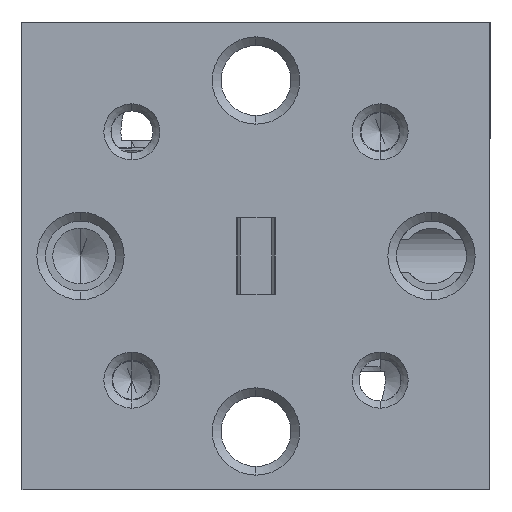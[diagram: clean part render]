
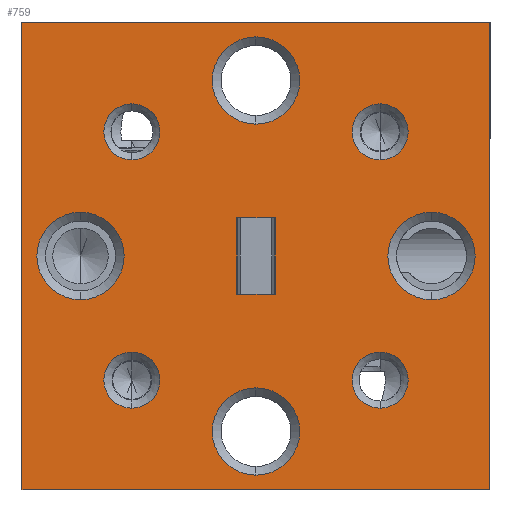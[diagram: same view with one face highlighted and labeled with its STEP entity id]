
A CAD part, left-side view. The second image highlights one B-rep face of the part: STEP entity #759.
In plain terms, the highlighted planar face has unit normal (-1, 0, 0).
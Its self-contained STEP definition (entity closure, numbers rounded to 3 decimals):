
#759=ADVANCED_FACE('NONE',(#1558,#1559,#1560,#1561,#1562,#1563,#1564,#1565,#1566,#1567),#1568,.T.);
#1558=FACE_BOUND('',#2914,.T.);
#1559=FACE_OUTER_BOUND('',#2915,.T.);
#1560=FACE_BOUND('',#2916,.T.);
#1561=FACE_BOUND('',#2917,.T.);
#1562=FACE_BOUND('',#2918,.T.);
#1563=FACE_BOUND('',#2919,.T.);
#1564=FACE_BOUND('',#2920,.T.);
#1565=FACE_BOUND('',#2921,.T.);
#1566=FACE_BOUND('',#2922,.T.);
#1567=FACE_BOUND('',#2923,.T.);
#1568=PLANE('',#2924);
#2914=EDGE_LOOP('',(#5037,#5038));
#2915=EDGE_LOOP('',(#5039,#5040,#5041,#5042));
#2916=EDGE_LOOP('',(#5043,#5044));
#2917=EDGE_LOOP('',(#5045,#5046));
#2918=EDGE_LOOP('',(#5047,#5048));
#2919=EDGE_LOOP('',(#5049,#5050));
#2920=EDGE_LOOP('',(#5051,#5052,#5053,#5054));
#2921=EDGE_LOOP('',(#5055,#5056));
#2922=EDGE_LOOP('',(#5057,#5058));
#2923=EDGE_LOOP('',(#5059,#5060));
#2924=AXIS2_PLACEMENT_3D('',#5061,#5062,#5063);
#5037=ORIENTED_EDGE('',*,*,#5536,.F.);
#5038=ORIENTED_EDGE('',*,*,#6088,.F.);
#5039=ORIENTED_EDGE('',*,*,#5799,.F.);
#5040=ORIENTED_EDGE('',*,*,#5581,.T.);
#5041=ORIENTED_EDGE('',*,*,#6057,.T.);
#5042=ORIENTED_EDGE('',*,*,#6160,.T.);
#5043=ORIENTED_EDGE('',*,*,#5735,.T.);
#5044=ORIENTED_EDGE('',*,*,#6008,.T.);
#5045=ORIENTED_EDGE('',*,*,#5615,.F.);
#5046=ORIENTED_EDGE('',*,*,#5971,.F.);
#5047=ORIENTED_EDGE('',*,*,#5592,.F.);
#5048=ORIENTED_EDGE('',*,*,#6149,.F.);
#5049=ORIENTED_EDGE('',*,*,#6141,.F.);
#5050=ORIENTED_EDGE('',*,*,#5677,.F.);
#5051=ORIENTED_EDGE('',*,*,#5761,.T.);
#5052=ORIENTED_EDGE('',*,*,#6161,.F.);
#5053=ORIENTED_EDGE('',*,*,#5671,.F.);
#5054=ORIENTED_EDGE('',*,*,#6143,.F.);
#5055=ORIENTED_EDGE('',*,*,#6162,.F.);
#5056=ORIENTED_EDGE('',*,*,#5357,.F.);
#5057=ORIENTED_EDGE('',*,*,#5377,.F.);
#5058=ORIENTED_EDGE('',*,*,#5926,.F.);
#5059=ORIENTED_EDGE('',*,*,#6134,.F.);
#5060=ORIENTED_EDGE('',*,*,#6163,.F.);
#5061=CARTESIAN_POINT('',(0.0,0.0,-4.699));
#5062=DIRECTION('',(-1.0,0.0,0.0));
#5063=DIRECTION('',(0.0,0.0,1.0));
#5357=EDGE_CURVE('NONE',#6316,#6318,#6319,.T.);
#5377=EDGE_CURVE('NONE',#6352,#6348,#6354,.T.);
#5536=EDGE_CURVE('NONE',#6623,#6619,#6625,.T.);
#5581=EDGE_CURVE('NONE',#6693,#6691,#6694,.T.);
#5592=EDGE_CURVE('NONE',#6712,#6708,#6714,.T.);
#5615=EDGE_CURVE('NONE',#6747,#6745,#6749,.T.);
#5671=EDGE_CURVE('NONE',#6838,#6839,#6840,.T.);
#5677=EDGE_CURVE('NONE',#6847,#6849,#6850,.T.);
#5735=EDGE_CURVE('NONE',#6933,#6931,#6934,.T.);
#5761=EDGE_CURVE('NONE',#6973,#6971,#6974,.T.);
#5799=EDGE_CURVE('NONE',#6693,#7022,#7023,.T.);
#5926=EDGE_CURVE('NONE',#6348,#6352,#7198,.T.);
#5971=EDGE_CURVE('NONE',#6745,#6747,#7258,.T.);
#6008=EDGE_CURVE('NONE',#6931,#6933,#7301,.T.);
#6057=EDGE_CURVE('NONE',#6691,#7355,#7356,.T.);
#6088=EDGE_CURVE('NONE',#6619,#6623,#7397,.T.);
#6134=EDGE_CURVE('NONE',#7447,#7445,#7449,.T.);
#6141=EDGE_CURVE('NONE',#6849,#6847,#7456,.T.);
#6143=EDGE_CURVE('NONE',#6973,#6838,#7458,.T.);
#6149=EDGE_CURVE('NONE',#6708,#6712,#7464,.T.);
#6160=EDGE_CURVE('NONE',#7355,#7022,#7475,.T.);
#6161=EDGE_CURVE('NONE',#6839,#6971,#7476,.T.);
#6162=EDGE_CURVE('NONE',#6318,#6316,#7477,.T.);
#6163=EDGE_CURVE('NONE',#7445,#7447,#7478,.T.);
#6316=VERTEX_POINT('NONE',#7712);
#6318=VERTEX_POINT('NONE',#7715);
#6319=CIRCLE('',#7716,1.143);
#6348=VERTEX_POINT('NONE',#7753);
#6352=VERTEX_POINT('NONE',#7758);
#6354=CIRCLE('',#7761,1.143);
#6619=VERTEX_POINT('',#8281);
#6623=VERTEX_POINT('NONE',#8286);
#6625=CIRCLE('',#8289,1.778);
#6691=VERTEX_POINT('NONE',#8386);
#6693=VERTEX_POINT('NONE',#8389);
#6694=LINE('',#8390,#8391);
#6708=VERTEX_POINT('NONE',#8409);
#6712=VERTEX_POINT('NONE',#8414);
#6714=CIRCLE('',#8417,1.143);
#6745=VERTEX_POINT('NONE',#8468);
#6747=VERTEX_POINT('NONE',#8471);
#6749=CIRCLE('',#8474,1.143);
#6838=VERTEX_POINT('NONE',#8617);
#6839=VERTEX_POINT('NONE',#8618);
#6840=LINE('',#8619,#8620);
#6847=VERTEX_POINT('NONE',#8629);
#6849=VERTEX_POINT('NONE',#8632);
#6850=CIRCLE('',#8633,1.778);
#6931=VERTEX_POINT('',#8870);
#6933=VERTEX_POINT('NONE',#8873);
#6934=CIRCLE('',#8874,1.778);
#6971=VERTEX_POINT('NONE',#8965);
#6973=VERTEX_POINT('NONE',#8968);
#6974=LINE('',#8969,#8970);
#7022=VERTEX_POINT('NONE',#9071);
#7023=LINE('',#9072,#9073);
#7198=CIRCLE('',#9423,1.143);
#7258=CIRCLE('',#9596,1.143);
#7301=CIRCLE('',#9648,1.778);
#7355=VERTEX_POINT('NONE',#9772);
#7356=LINE('',#9773,#9774);
#7397=CIRCLE('',#9862,1.778);
#7445=VERTEX_POINT('NONE',#9958);
#7447=VERTEX_POINT('NONE',#9961);
#7449=CIRCLE('',#9964,1.778);
#7456=CIRCLE('',#9971,1.778);
#7458=LINE('',#9973,#9974);
#7464=CIRCLE('',#9980,1.143);
#7475=LINE('',#9992,#9993);
#7476=LINE('',#9994,#9995);
#7477=CIRCLE('',#9996,1.143);
#7478=CIRCLE('',#9997,1.778);
#7712=CARTESIAN_POINT('',(0.,14.576,-6.194));
#7715=CARTESIAN_POINT('',(0.,14.576,-3.908));
#7716=AXIS2_PLACEMENT_3D('',#10127,#10128,#10129);
#7753=CARTESIAN_POINT('',(0.,4.474,-6.194));
#7758=CARTESIAN_POINT('',(0.,4.474,-3.908));
#7761=AXIS2_PLACEMENT_3D('',#10155,#10156,#10157);
#8281=CARTESIAN_POINT('',(0.0,2.381,-1.778));
#8286=CARTESIAN_POINT('',(0.0,2.381,1.778));
#8289=AXIS2_PLACEMENT_3D('',#10378,#10379,#10380);
#8386=CARTESIAN_POINT('',(0.0,0.0,-9.525));
#8389=CARTESIAN_POINT('',(0.0,19.05,-9.525));
#8390=CARTESIAN_POINT('',(0.0,19.05,-9.525));
#8391=VECTOR('',#10437,1000.0);
#8409=CARTESIAN_POINT('',(0.,14.576,3.908));
#8414=CARTESIAN_POINT('',(0.,14.576,6.194));
#8417=AXIS2_PLACEMENT_3D('',#10453,#10454,#10455);
#8468=CARTESIAN_POINT('',(0.,4.474,3.908));
#8471=CARTESIAN_POINT('',(0.,4.474,6.194));
#8474=AXIS2_PLACEMENT_3D('',#10477,#10478,#10479);
#8617=CARTESIAN_POINT('',(0.0,8.75,-1.549));
#8618=CARTESIAN_POINT('',(0.0,8.75,1.549));
#8619=CARTESIAN_POINT('',(0.0,8.75,-1.549));
#8620=VECTOR('',#10557,1000.0);
#8629=CARTESIAN_POINT('',(0.0,9.525,5.366));
#8632=CARTESIAN_POINT('',(0.0,9.525,8.922));
#8633=AXIS2_PLACEMENT_3D('',#10564,#10565,#10566);
#8870=CARTESIAN_POINT('',(0.0,16.669,-1.778));
#8873=CARTESIAN_POINT('',(0.0,16.669,1.778));
#8874=AXIS2_PLACEMENT_3D('',#10619,#10620,#10621);
#8965=CARTESIAN_POINT('',(0.0,10.3,1.549));
#8968=CARTESIAN_POINT('',(0.0,10.3,-1.549));
#8969=CARTESIAN_POINT('',(0.0,10.3,-1.549));
#8970=VECTOR('',#10648,1000.0);
#9071=CARTESIAN_POINT('',(0.0,19.05,9.525));
#9072=CARTESIAN_POINT('',(0.0,19.05,-9.525));
#9073=VECTOR('',#10681,1000.0);
#9423=AXIS2_PLACEMENT_3D('',#10815,#10816,#10817);
#9596=AXIS2_PLACEMENT_3D('',#10854,#10855,#10856);
#9648=AXIS2_PLACEMENT_3D('',#10899,#10900,#10901);
#9772=CARTESIAN_POINT('',(0.0,0.0,9.525));
#9773=CARTESIAN_POINT('',(0.0,0.0,-4.699));
#9774=VECTOR('',#10944,1000.0);
#9862=AXIS2_PLACEMENT_3D('',#10983,#10984,#10985);
#9958=CARTESIAN_POINT('',(0.0,9.525,-8.922));
#9961=CARTESIAN_POINT('',(0.0,9.525,-5.366));
#9964=AXIS2_PLACEMENT_3D('',#11018,#11019,#11020);
#9971=AXIS2_PLACEMENT_3D('',#11021,#11022,#11023);
#9973=CARTESIAN_POINT('',(0.0,8.75,-1.549));
#9974=VECTOR('',#11024,1000.0);
#9980=AXIS2_PLACEMENT_3D('',#11028,#11029,#11030);
#9992=CARTESIAN_POINT('',(0.0,0.0,9.525));
#9993=VECTOR('',#11035,1000.0);
#9994=CARTESIAN_POINT('',(0.0,8.75,1.549));
#9995=VECTOR('',#11036,1000.0);
#9996=AXIS2_PLACEMENT_3D('',#11037,#11038,#11039);
#9997=AXIS2_PLACEMENT_3D('',#11040,#11041,#11042);
#10127=CARTESIAN_POINT('',(0.,14.576,-5.051));
#10128=DIRECTION('',(-1.0,0.0,0.0));
#10129=DIRECTION('',(0.0,0.0,1.0));
#10155=CARTESIAN_POINT('',(0.,4.474,-5.051));
#10156=DIRECTION('',(-1.0,0.0,0.0));
#10157=DIRECTION('',(0.0,0.0,1.0));
#10378=CARTESIAN_POINT('',(0.0,2.381,0.));
#10379=DIRECTION('',(-1.0,0.0,0.0));
#10380=DIRECTION('',(0.0,0.0,1.0));
#10437=DIRECTION('',(0.0,-1.0,0.0));
#10453=CARTESIAN_POINT('',(0.,14.576,5.051));
#10454=DIRECTION('',(-1.0,0.0,0.0));
#10455=DIRECTION('',(0.0,0.0,1.0));
#10477=CARTESIAN_POINT('',(0.,4.474,5.051));
#10478=DIRECTION('',(-1.0,0.0,0.0));
#10479=DIRECTION('',(0.0,0.0,1.0));
#10557=DIRECTION('',(-0.0,-0.0,1.0));
#10564=CARTESIAN_POINT('',(0.0,9.525,7.144));
#10565=DIRECTION('',(-1.0,0.0,0.0));
#10566=DIRECTION('',(0.0,0.0,1.0));
#10619=CARTESIAN_POINT('',(0.0,16.669,0.));
#10620=DIRECTION('',(1.0,0.0,0.0));
#10621=DIRECTION('',(0.0,0.0,-1.0));
#10648=DIRECTION('',(-0.0,-0.0,1.0));
#10681=DIRECTION('',(0.0,0.0,1.0));
#10815=CARTESIAN_POINT('',(0.,4.474,-5.051));
#10816=DIRECTION('',(-1.0,0.0,0.0));
#10817=DIRECTION('',(0.0,0.0,1.0));
#10854=CARTESIAN_POINT('',(0.,4.474,5.051));
#10855=DIRECTION('',(-1.0,0.0,0.0));
#10856=DIRECTION('',(0.0,0.0,1.0));
#10899=CARTESIAN_POINT('',(0.0,16.669,0.));
#10900=DIRECTION('',(1.0,0.0,0.0));
#10901=DIRECTION('',(0.0,0.0,-1.0));
#10944=DIRECTION('',(0.0,0.0,1.0));
#10983=CARTESIAN_POINT('',(0.0,2.381,0.));
#10984=DIRECTION('',(-1.0,0.0,0.0));
#10985=DIRECTION('',(0.0,0.0,1.0));
#11018=CARTESIAN_POINT('',(0.0,9.525,-7.144));
#11019=DIRECTION('',(-1.0,0.0,0.0));
#11020=DIRECTION('',(0.0,0.0,1.0));
#11021=CARTESIAN_POINT('',(0.0,9.525,7.144));
#11022=DIRECTION('',(-1.0,0.0,0.0));
#11023=DIRECTION('',(0.0,0.0,1.0));
#11024=DIRECTION('',(-0.0,-1.0,-0.0));
#11028=CARTESIAN_POINT('',(0.,14.576,5.051));
#11029=DIRECTION('',(-1.0,0.0,0.0));
#11030=DIRECTION('',(0.0,0.0,1.0));
#11035=DIRECTION('',(0.0,1.0,0.0));
#11036=DIRECTION('',(0.0,1.0,0.0));
#11037=CARTESIAN_POINT('',(0.,14.576,-5.051));
#11038=DIRECTION('',(-1.0,0.0,0.0));
#11039=DIRECTION('',(0.0,0.0,1.0));
#11040=CARTESIAN_POINT('',(0.0,9.525,-7.144));
#11041=DIRECTION('',(-1.0,0.0,0.0));
#11042=DIRECTION('',(0.0,0.0,1.0));
